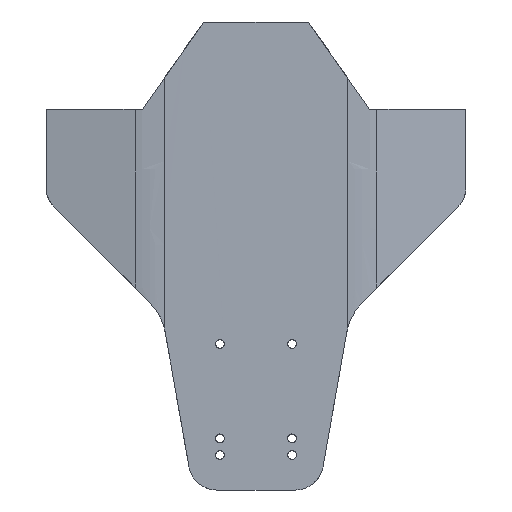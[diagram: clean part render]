
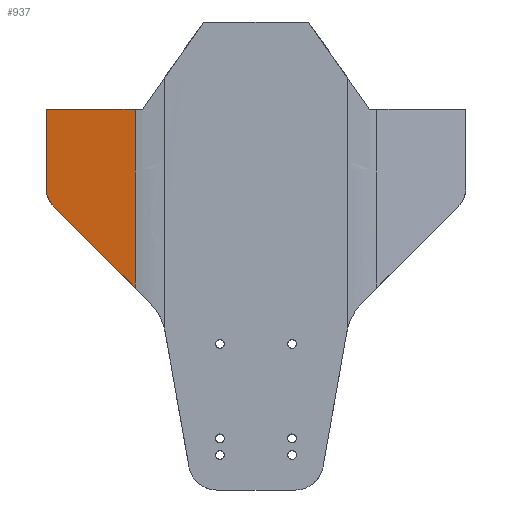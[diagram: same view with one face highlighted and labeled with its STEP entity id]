
A CAD part, front view. The second image highlights one B-rep face of the part: STEP entity #937.
In plain terms, the highlighted conical face has half-angle 9.594 degrees and reference radius 30005 mm.
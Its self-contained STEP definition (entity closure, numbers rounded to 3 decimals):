
#15=CONICAL_SURFACE('',#1028,30005.,0.167);
#66=CIRCLE('',#1019,30001.399);
#71=CIRCLE('',#1029,30010.);
#95=FACE_OUTER_BOUND('',#153,.T.);
#153=EDGE_LOOP('',(#710,#711,#712,#713,#714));
#201=ELLIPSE('',#1030,43766.618,30502.359);
#222=LINE('',#1402,#278);
#278=VECTOR('',#1124,10.);
#346=B_SPLINE_CURVE_WITH_KNOTS('',3,(#1753,#1754,#1755,#1756,#1757,#1758,
#1759,#1760,#1761,#1762,#1763,#1764),.UNSPECIFIED.,.F.,.F.,(4,2,2,2,2,4),
(1.223,1.522,1.825,2.127,2.429,
2.432),.UNSPECIFIED.);
#397=VERTEX_POINT('',#1399);
#398=VERTEX_POINT('',#1401);
#407=VERTEX_POINT('',#1433);
#431=VERTEX_POINT('',#1750);
#432=VERTEX_POINT('',#1752);
#501=EDGE_CURVE('',#398,#397,#222,.T.);
#515=EDGE_CURVE('',#398,#407,#66,.T.);
#542=EDGE_CURVE('',#431,#397,#71,.T.);
#543=EDGE_CURVE('',#432,#431,#346,.T.);
#544=EDGE_CURVE('',#432,#407,#201,.T.);
#710=ORIENTED_EDGE('',*,*,#501,.T.);
#711=ORIENTED_EDGE('',*,*,#542,.F.);
#712=ORIENTED_EDGE('',*,*,#543,.F.);
#713=ORIENTED_EDGE('',*,*,#544,.T.);
#714=ORIENTED_EDGE('',*,*,#515,.F.);
#937=ADVANCED_FACE('',(#95),#15,.F.);
#1019=AXIS2_PLACEMENT_3D('',#1434,#1153,#1154);
#1028=AXIS2_PLACEMENT_3D('',#1749,#1172,#1173);
#1029=AXIS2_PLACEMENT_3D('',#1751,#1174,#1175);
#1030=AXIS2_PLACEMENT_3D('',#1765,#1176,#1177);
#1124=DIRECTION('',(-0.986,0.167,0.));
#1153=DIRECTION('center_axis',(-1.,0.,0.));
#1154=DIRECTION('ref_axis',(0.,1.,-0.006));
#1172=DIRECTION('center_axis',(-1.,0.,0.));
#1173=DIRECTION('ref_axis',(0.,1.,0.));
#1174=DIRECTION('center_axis',(1.,0.,0.));
#1175=DIRECTION('ref_axis',(0.,0.,-1.));
#1176=DIRECTION('center_axis',(-0.707,0.,-0.707));
#1177=DIRECTION('ref_axis',(0.707,0.,-0.707));
#1399=CARTESIAN_POINT('',(-120.,8.83,-265.));
#1401=CARTESIAN_POINT('',(-69.114,0.228,-265.));
#1402=CARTESIAN_POINT('',(-94.557,4.529,-265.));
#1433=CARTESIAN_POINT('',(-69.114,-0.848,-367.119));
#1434=CARTESIAN_POINT('Origin',(-69.114,-30000.,0.));
#1749=CARTESIAN_POINT('Origin',(-90.42,-30000.,0.));
#1750=CARTESIAN_POINT('',(-120.,8.403,-309.605));
#1751=CARTESIAN_POINT('Origin',(-120.,-30000.,0.));
#1752=CARTESIAN_POINT('',(-115.314,7.492,-320.919));
#1753=CARTESIAN_POINT('Ctrl Pts',(-115.314,7.492,-320.919));
#1754=CARTESIAN_POINT('Ctrl Pts',(-116.015,7.618,-320.218));
#1755=CARTESIAN_POINT('Ctrl Pts',(-116.674,7.738,-319.426));
#1756=CARTESIAN_POINT('Ctrl Pts',(-117.845,7.954,-317.693));
#1757=CARTESIAN_POINT('Ctrl Pts',(-118.356,8.05,-316.75));
#1758=CARTESIAN_POINT('Ctrl Pts',(-119.177,8.21,-314.781));
#1759=CARTESIAN_POINT('Ctrl Pts',(-119.489,8.273,-313.752));
#1760=CARTESIAN_POINT('Ctrl Pts',(-119.9,8.364,-311.683));
#1761=CARTESIAN_POINT('Ctrl Pts',(-119.998,8.392,-310.641));
#1762=CARTESIAN_POINT('Ctrl Pts',(-120.,8.403,-309.624));
#1763=CARTESIAN_POINT('Ctrl Pts',(-120.,8.403,-309.615));
#1764=CARTESIAN_POINT('Ctrl Pts',(-120.,8.403,-309.605));
#1765=CARTESIAN_POINT('Origin',(-5667.344,-30000.,5231.111));
